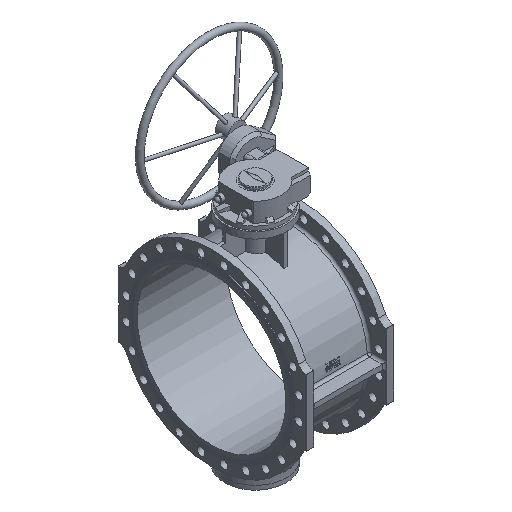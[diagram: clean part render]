
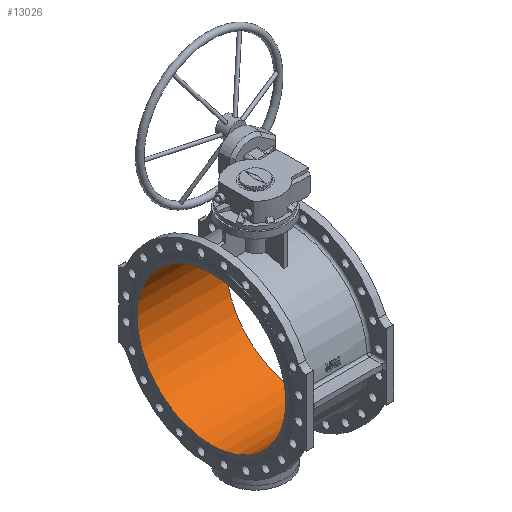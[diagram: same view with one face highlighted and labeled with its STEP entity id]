
A CAD part, isometric view. The second image highlights one B-rep face of the part: STEP entity #13026.
In plain terms, the highlighted cylindrical face has radius 359 mm (diameter 718 mm), a full revolution.
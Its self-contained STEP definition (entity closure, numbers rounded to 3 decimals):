
#1010 = FACE_OUTER_BOUND ( 'NONE', #9478, .T. ) ;
#1013 = FACE_OUTER_BOUND ( 'NONE', #9457, .T. ) ;
#1015 = CYLINDRICAL_SURFACE ( 'NONE', #16893, 359. ) ;
#3001 = CIRCLE ( 'NONE', #17444, 359. ) ;
#3113 = CIRCLE ( 'NONE', #17480, 359. ) ;
#3551 = VERTEX_POINT ( 'NONE', #7307 ) ;
#3582 = VERTEX_POINT ( 'NONE', #7338 ) ;
#4087 = CARTESIAN_POINT ( 'NONE',  ( -215., 0., 0. ) ) ;
#4088 = DIRECTION ( 'NONE',  ( -1., 0., 0. ) ) ;
#4089 = DIRECTION ( 'NONE',  ( 0., 0., 1. ) ) ;
#4215 = CARTESIAN_POINT ( 'NONE',  ( 215., 0., 0. ) ) ;
#4216 = DIRECTION ( 'NONE',  ( -1., 0., 0. ) ) ;
#4217 = DIRECTION ( 'NONE',  ( 0., 0., 1. ) ) ;
#7307 = CARTESIAN_POINT ( 'NONE',  ( -215., 0., 359. ) ) ;
#7338 = CARTESIAN_POINT ( 'NONE',  ( 215., 0., 359. ) ) ;
#9457 = EDGE_LOOP ( 'NONE', ( #10113 ) ) ;
#9478 = EDGE_LOOP ( 'NONE', ( #10112 ) ) ;
#10112 = ORIENTED_EDGE ( 'NONE', *, *, #16049, .T. ) ;
#10113 = ORIENTED_EDGE ( 'NONE', *, *, #16095, .F. ) ;
#13026 = ADVANCED_FACE ( 'NONE', ( #1010, #1013 ), #1015, .F. ) ;
#15786 = DIRECTION ( 'NONE',  ( -1., 0., 0. ) ) ;
#15787 = DIRECTION ( 'NONE',  ( 0., 0., 1. ) ) ;
#15790 = CARTESIAN_POINT ( 'NONE',  ( 0., 0., 0. ) ) ;
#16049 = EDGE_CURVE ( 'NONE', #3551, #3551, #3001, .T. ) ;
#16095 = EDGE_CURVE ( 'NONE', #3582, #3582, #3113, .T. ) ;
#16893 = AXIS2_PLACEMENT_3D ( 'NONE', #15790, #15786, #15787 ) ;
#17444 = AXIS2_PLACEMENT_3D ( 'NONE', #4087, #4088, #4089 ) ;
#17480 = AXIS2_PLACEMENT_3D ( 'NONE', #4215, #4216, #4217 ) ;
